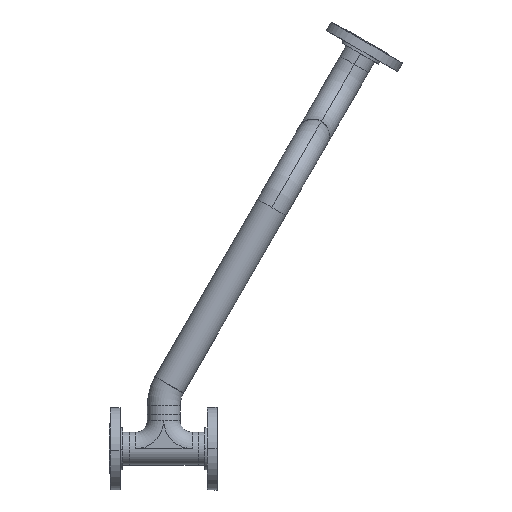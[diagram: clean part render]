
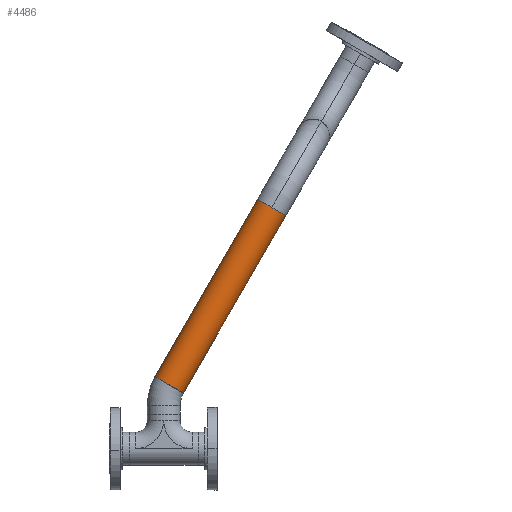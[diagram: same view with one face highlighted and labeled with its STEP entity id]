
A CAD part, front view. The second image highlights one B-rep face of the part: STEP entity #4486.
In plain terms, the highlighted cylindrical face has radius 30.15 mm (diameter 60.3 mm), a partial arc.
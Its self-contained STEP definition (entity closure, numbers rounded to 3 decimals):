
#109 = VERTEX_POINT ( 'NONE', #7953 ) ;
#647 = CARTESIAN_POINT ( 'NONE',  ( 600., 320., 30.15 ) ) ;
#1028 = DIRECTION ( 'NONE',  ( 0., 1., 0. ) ) ;
#1175 = EDGE_CURVE ( 'NONE', #5057, #9315, #1776, .T. ) ;
#1506 = DIRECTION ( 'NONE',  ( 0., 0., 1. ) ) ;
#1770 = CARTESIAN_POINT ( 'NONE',  ( 152., 320., -30.15 ) ) ;
#1776 = CIRCLE ( 'NONE', #6045, 30.15 ) ;
#2135 = CARTESIAN_POINT ( 'NONE',  ( 152., 320., 0. ) ) ;
#2315 = CARTESIAN_POINT ( 'NONE',  ( 530., 320., 30.15 ) ) ;
#2344 = EDGE_CURVE ( 'NONE', #109, #6353, #3640, .T. ) ;
#2385 = ORIENTED_EDGE ( 'NONE', *, *, #10633, .F. ) ;
#2625 = DIRECTION ( 'NONE',  ( 0., 0., 1. ) ) ;
#3065 = DIRECTION ( 'NONE',  ( 0., 1., 0. ) ) ;
#3640 = CIRCLE ( 'NONE', #11415, 30.15 ) ;
#3860 = VERTEX_POINT ( 'NONE', #1770 ) ;
#4045 = AXIS2_PLACEMENT_3D ( 'NONE', #5487, #8020, #1028 ) ;
#4240 = EDGE_CURVE ( 'NONE', #109, #3860, #8901, .T. ) ;
#4256 = EDGE_CURVE ( 'NONE', #3860, #5057, #9037, .T. ) ;
#4420 = VECTOR ( 'NONE', #6348, 1000. ) ;
#4486 = ADVANCED_FACE ( 'NONE', ( #8121 ), #8944, .T. ) ;
#4609 = CARTESIAN_POINT ( 'NONE',  ( 600., 320., -30.15 ) ) ;
#4997 = CARTESIAN_POINT ( 'NONE',  ( 530., 320., 0. ) ) ;
#5057 = VERTEX_POINT ( 'NONE', #5202 ) ;
#5202 = CARTESIAN_POINT ( 'NONE',  ( 152., 350.15, 0. ) ) ;
#5487 = CARTESIAN_POINT ( 'NONE',  ( 152., 320., 0. ) ) ;
#5675 = DIRECTION ( 'NONE',  ( 1., 0., 0. ) ) ;
#6045 = AXIS2_PLACEMENT_3D ( 'NONE', #2135, #5675, #3065 ) ;
#6225 = CARTESIAN_POINT ( 'NONE',  ( 600., 320., 0. ) ) ;
#6348 = DIRECTION ( 'NONE',  ( -1., 0., 0. ) ) ;
#6353 = VERTEX_POINT ( 'NONE', #2315 ) ;
#6367 = EDGE_LOOP ( 'NONE', ( #10230, #6585, #6878, #8395, #2385 ) ) ;
#6585 = ORIENTED_EDGE ( 'NONE', *, *, #4240, .T. ) ;
#6878 = ORIENTED_EDGE ( 'NONE', *, *, #4256, .T. ) ;
#6880 = DIRECTION ( 'NONE',  ( -1., 0., 0. ) ) ;
#7627 = VECTOR ( 'NONE', #6880, 1000. ) ;
#7953 = CARTESIAN_POINT ( 'NONE',  ( 530., 320., -30.15 ) ) ;
#8020 = DIRECTION ( 'NONE',  ( 1., 0., 0. ) ) ;
#8121 = FACE_OUTER_BOUND ( 'NONE', #6367, .T. ) ;
#8395 = ORIENTED_EDGE ( 'NONE', *, *, #1175, .T. ) ;
#8795 = LINE ( 'NONE', #647, #7627 ) ;
#8869 = AXIS2_PLACEMENT_3D ( 'NONE', #6225, #10559, #2625 ) ;
#8901 = LINE ( 'NONE', #4609, #4420 ) ;
#8944 = CYLINDRICAL_SURFACE ( 'NONE', #8869, 30.15 ) ;
#9037 = CIRCLE ( 'NONE', #4045, 30.15 ) ;
#9315 = VERTEX_POINT ( 'NONE', #9411 ) ;
#9411 = CARTESIAN_POINT ( 'NONE',  ( 152., 320., 30.15 ) ) ;
#10230 = ORIENTED_EDGE ( 'NONE', *, *, #2344, .F. ) ;
#10363 = DIRECTION ( 'NONE',  ( 1., 0., 0. ) ) ;
#10559 = DIRECTION ( 'NONE',  ( -1., 0., 0. ) ) ;
#10633 = EDGE_CURVE ( 'NONE', #6353, #9315, #8795, .T. ) ;
#11415 = AXIS2_PLACEMENT_3D ( 'NONE', #4997, #10363, #1506 ) ;
